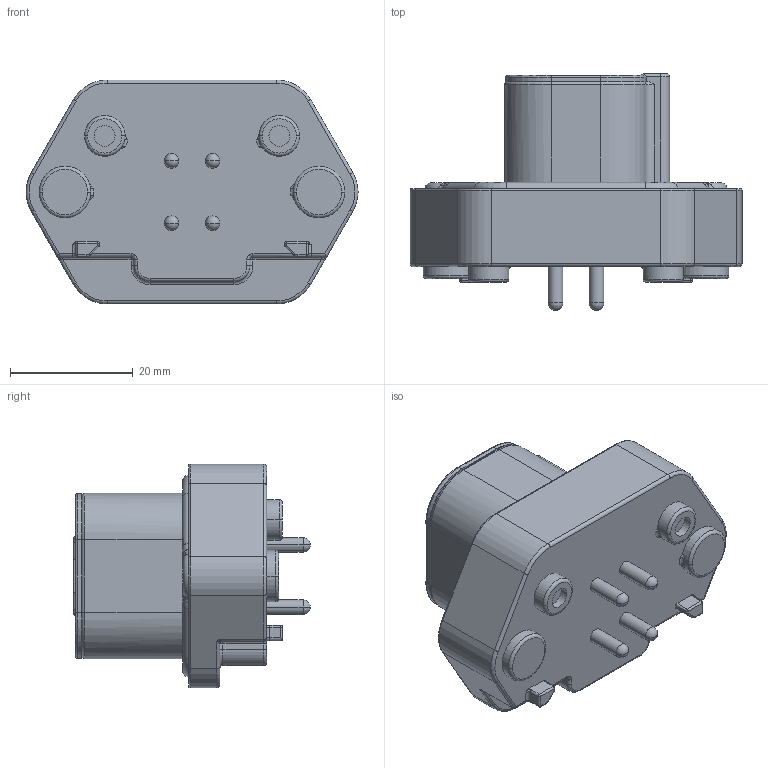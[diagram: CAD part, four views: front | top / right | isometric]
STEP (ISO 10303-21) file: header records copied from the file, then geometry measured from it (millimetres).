
FILE_DESCRIPTION((''),'2;1');
FILE_NAME('PL000712-04-ST-1','2019-08-13T',('peter.yang'),(''),'PRO/ENGINEER BY PARAMETRIC TECHNOLOGY CORPORATION, 2016360','PRO/ENGINEER BY PARAMETRIC TECHNOLOGY CORPORATION, 2016360','');
FILE_SCHEMA(('CONFIG_CONTROL_DESIGN'));
Length unit declared in the file: millimetre
Products named in the file (1): PL000712-04-ST-1
Bounding box: 54.1 x 38.57 x 36.5 mm (x, y, z)
Volume: 25395.2 mm3; surface area: 9332.9 mm2
Topology: 1 solids, 1 shells, 427 faces, 1081 edges, 656 vertices
Faces by surface type: cylinder 163, plane 112, torus 76, bspline 43, sphere 29, cone 4
Entity records: 16655 total; most frequent: CARTESIAN_POINT 6508, DIRECTION 2167, ORIENTED_EDGE 2130, EDGE_CURVE 1065, AXIS2_PLACEMENT_3D 854, VERTEX_POINT 656, CIRCLE 470, VECTOR 459
